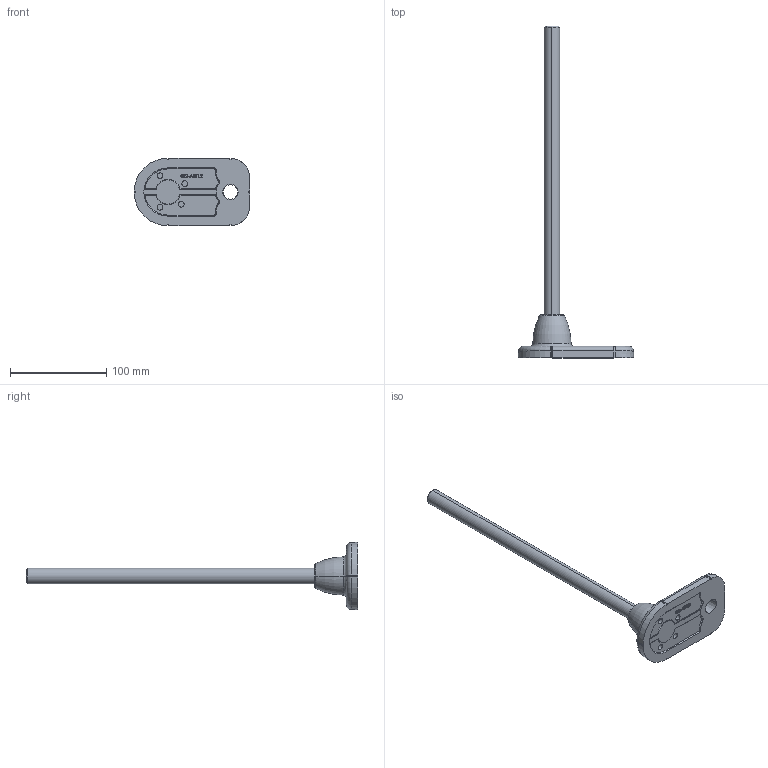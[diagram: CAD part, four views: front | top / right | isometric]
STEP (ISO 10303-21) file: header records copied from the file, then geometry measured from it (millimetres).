
FILE_DESCRIPTION (( 'STEP AP214' ), '1' );
FILE_NAME ('9F16070A16300M.STEP', '2012-11-02T12:34:53', ( '' ), ( '' ), 'SwSTEP 2.0', 'SolidWorks 2012', '' );
FILE_SCHEMA (( 'AUTOMOTIVE_DESIGN' ));
Length unit declared in the file: millimetre
Products named in the file (3): 4din97616130m; 098f16070a_098 f 16 070 a; 9F16070A16300M
Assembly tree (2 placements, depth 2):
  9F16070A16300M
    098f16070a_098 f 16 070 a
    4din97616130m
Bounding box: 119.99 x 345 x 70 mm (x, y, z)
Volume: 177654.8 mm3; surface area: 41078.2 mm2
Topology: 2 solids, 2 shells, 277 faces, 691 edges, 425 vertices
Faces by surface type: plane 106, cylinder 58, bspline 53, torus 28, cone 20, sphere 12
Entity records: 10938 total; most frequent: CARTESIAN_POINT 4626, ORIENTED_EDGE 1358, DIRECTION 1155, EDGE_CURVE 679, VERTEX_POINT 425, AXIS2_PLACEMENT_3D 411, VECTOR 333, LINE 333
